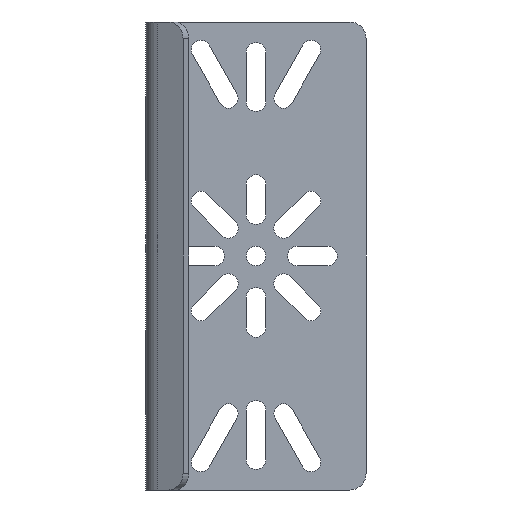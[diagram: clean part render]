
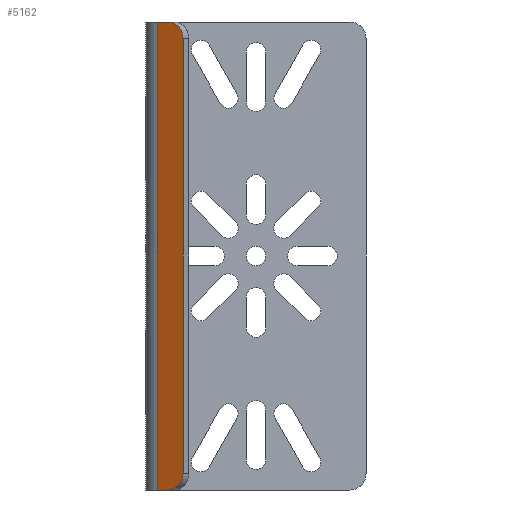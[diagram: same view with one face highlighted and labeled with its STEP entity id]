
A CAD part, left-side view. The second image highlights one B-rep face of the part: STEP entity #5162.
In plain terms, the highlighted planar face has unit normal (-0.866, 0.5, 0).
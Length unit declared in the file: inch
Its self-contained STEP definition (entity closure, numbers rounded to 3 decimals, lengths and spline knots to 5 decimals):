
#1375=CARTESIAN_POINT('',(-4.55265,1.24833,3.11024));
#1376=DIRECTION('',(-0.866,0.5,0.));
#1377=DIRECTION('',(-0.5,-0.866,0.));
#1378=AXIS2_PLACEMENT_3D('',#1375,#1376,#1377);
#1380=CARTESIAN_POINT('',(-4.55265,1.24833,
-3.11024));
#1381=DIRECTION('',(-0.866,0.5,0.));
#1382=DIRECTION('',(0.,0.,-1.));
#1383=AXIS2_PLACEMENT_3D('',#1380,#1381,#1382);
#1385=DIRECTION('',(0.,0.,-1.));
#1386=VECTOR('',#1385,6.69291);
#1387=CARTESIAN_POINT('',(-4.45963,1.40945,3.34646));
#1388=LINE('',#1387,#1386);
#1401=DIRECTION('',(0.,0.,-1.));
#1402=VECTOR('',#1401,6.22047);
#1403=CARTESIAN_POINT('',(-4.67076,1.04376,3.11024));
#1404=LINE('',#1403,#1402);
#1413=DIRECTION('',(-0.5,-0.866,0.));
#1414=VECTOR('',#1413,0.18604);
#1415=CARTESIAN_POINT('',(-4.45963,1.40945,
-3.34646));
#1416=LINE('',#1415,#1414);
#1421=DIRECTION('',(-0.5,-0.866,0.));
#1422=VECTOR('',#1421,0.18604);
#1423=CARTESIAN_POINT('',(-4.45963,1.40945,3.34646));
#1424=LINE('',#1423,#1422);
#4169=CARTESIAN_POINT('',(-4.45963,1.40945,3.34646));
#4170=VERTEX_POINT('',#4169);
#4171=CARTESIAN_POINT('',(-4.45963,1.40945,
-3.34646));
#4172=VERTEX_POINT('',#4171);
#4177=CARTESIAN_POINT('',(-4.67076,1.04376,3.11024));
#4178=CARTESIAN_POINT('',(-4.55265,1.24833,3.34646));
#4179=VERTEX_POINT('',#4177);
#4180=VERTEX_POINT('',#4178);
#4185=CARTESIAN_POINT('',(-4.55265,1.24833,
-3.34646));
#4186=CARTESIAN_POINT('',(-4.67076,1.04376,
-3.11024));
#4187=VERTEX_POINT('',#4185);
#4188=VERTEX_POINT('',#4186);
#5145=CARTESIAN_POINT('',(-4.45963,1.40945,3.34646));
#5146=DIRECTION('',(0.866,-0.5,0.));
#5147=DIRECTION('',(-0.5,-0.866,0.));
#5148=AXIS2_PLACEMENT_3D('',#5145,#5146,#5147);
#5149=PLANE('',#5148);
#5150=ORIENTED_EDGE('',*,*,#5135,.F.);
#5152=ORIENTED_EDGE('',*,*,#5151,.T.);
#5154=ORIENTED_EDGE('',*,*,#5153,.F.);
#5156=ORIENTED_EDGE('',*,*,#5155,.F.);
#5157=ORIENTED_EDGE('',*,*,#4516,.F.);
#5159=ORIENTED_EDGE('',*,*,#5158,.T.);
#5160=EDGE_LOOP('',(#5150,#5152,#5154,#5156,#5157,#5159));
#5161=FACE_OUTER_BOUND('',#5160,.F.);
#5162=ADVANCED_FACE('',(#5161),#5149,.F.);
#1379=CIRCLE('',#1378,0.23622);
#1384=CIRCLE('',#1383,0.23622);
#4516=EDGE_CURVE('',#4170,#4172,#1388,.T.);
#5135=EDGE_CURVE('',#4179,#4180,#1379,.T.);
#5151=EDGE_CURVE('',#4179,#4188,#1404,.T.);
#5153=EDGE_CURVE('',#4187,#4188,#1384,.T.);
#5155=EDGE_CURVE('',#4172,#4187,#1416,.T.);
#5158=EDGE_CURVE('',#4170,#4180,#1424,.T.);
